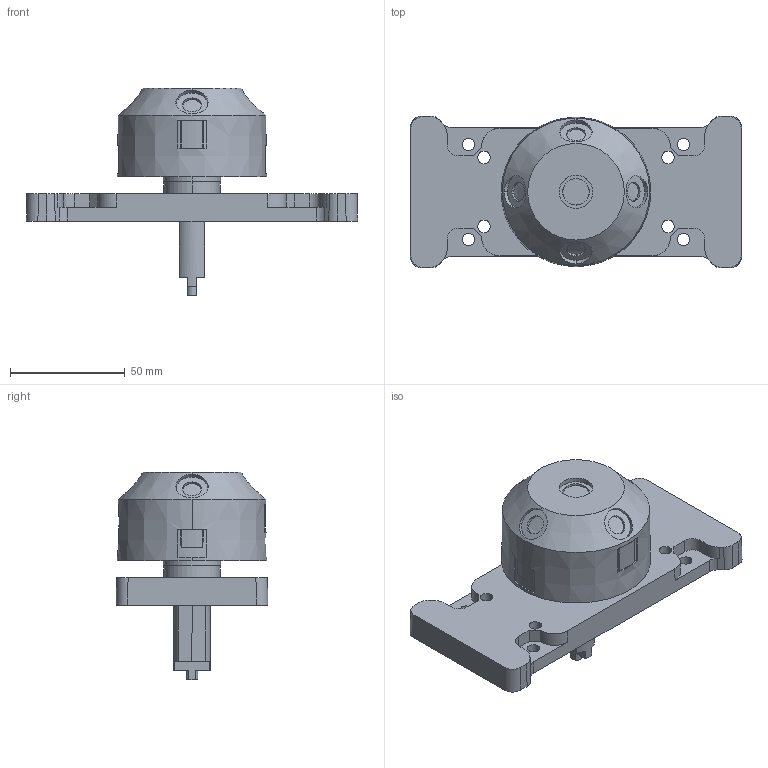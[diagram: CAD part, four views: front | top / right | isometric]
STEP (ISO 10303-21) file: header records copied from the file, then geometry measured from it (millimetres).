
FILE_DESCRIPTION((''),'2;1');
FILE_NAME('07AUJ2_ASM','2007-11-18T',('IndustrieHansa'),('Pepperl+Fuchs'),'PRO/ENGINEER BY PARAMETRIC TECHNOLOGY CORPORATION, 2006420','PRO/ENGINEER BY PARAMETRIC TECHNOLOGY CORPORATION, 2006420','');
FILE_SCHEMA(('AUTOMOTIVE_DESIGN_CC2 { 1 2 10303 214 -1 1 5 2 }'));
Length unit declared in the file: millimetre
Products named in the file (2): 04BV81; 07AUJ2_ASM
Assembly tree (1 placements, depth 2):
  07AUJ2_ASM
    04BV81
Bounding box: 144 x 66 x 90.35 mm (x, y, z)
Volume: 183914 mm3; surface area: 45197 mm2
Topology: 2 solids, 6 shells, 314 faces, 837 edges, 554 vertices
Faces by surface type: plane 152, cylinder 118, cone 22, bspline 22
Entity records: 13792 total; most frequent: CARTESIAN_POINT 3550, ORIENTED_EDGE 1674, DIRECTION 1481, PRESENTATION_STYLE_ASSIGNMENT 839, STYLED_ITEM 839, CURVE_STYLE 837, EDGE_CURVE 837, VERTEX_POINT 554
